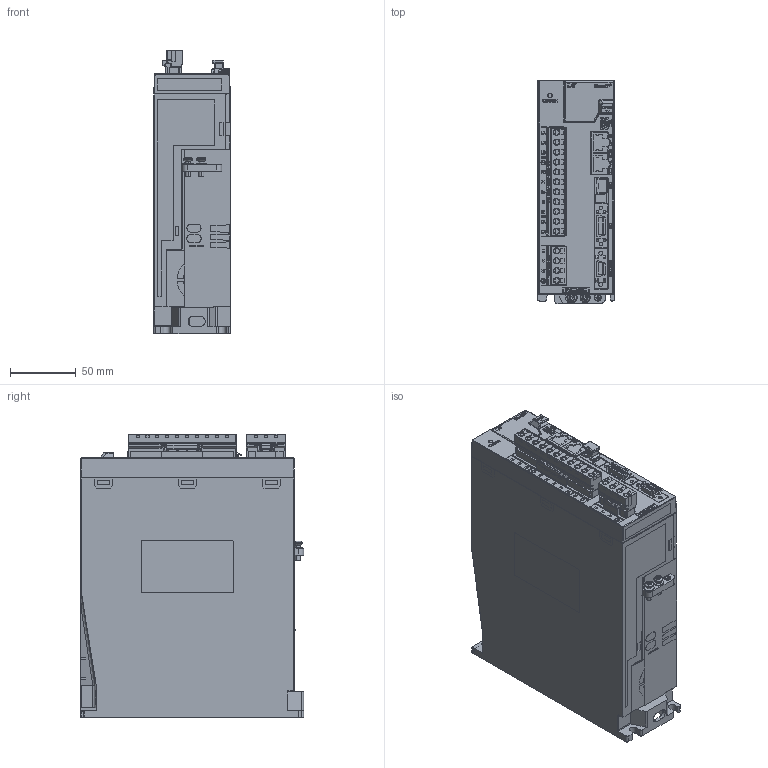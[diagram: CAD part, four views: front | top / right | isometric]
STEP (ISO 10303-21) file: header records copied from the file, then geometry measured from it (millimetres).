
FILE_DESCRIPTION (( 'STEP AP214' ), '1' );
FILE_NAME ('OUTLINE (iX7NHA008U, iX7NHA010U) 46 faces broken 1 ext1ac -tbs fcons wash aa2 B1bcec NTBs.STEP', '2023-06-28T00:20:18', ( '' ), ( '' ), 'SwSTEP 2.0', 'SolidWorks 2021', '' );
FILE_SCHEMA (( 'AUTOMOTIVE_DESIGN' ));
Length unit declared in the file: inch
Products named in the file (1): OUTLINE (iX7NHA008U, iX7NHA010U) 46 faces broken 1 ext1ac -tbs fcons wash aa2 B1bcec NTBs
Bounding box: 58 x 169.07 x 215.09 mm (x, y, z)
Volume: 1876338.7 mm3; surface area: 164597.4 mm2
Topology: 12 solids, 18 shells, 5296 faces, 14350 edges, 9356 vertices
Faces by surface type: plane 3519, bspline 850, cylinder 812, cone 77, torus 30, sphere 8
Entity records: 204121 total; most frequent: CARTESIAN_POINT 77609, ORIENTED_EDGE 28660, DIRECTION 21941, EDGE_CURVE 14330, LINE 10581, VECTOR 10581, VERTEX_POINT 9356, AXIS2_PLACEMENT_3D 5680
